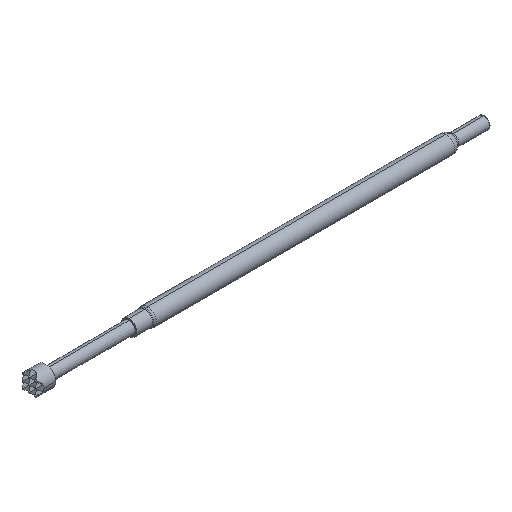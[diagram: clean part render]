
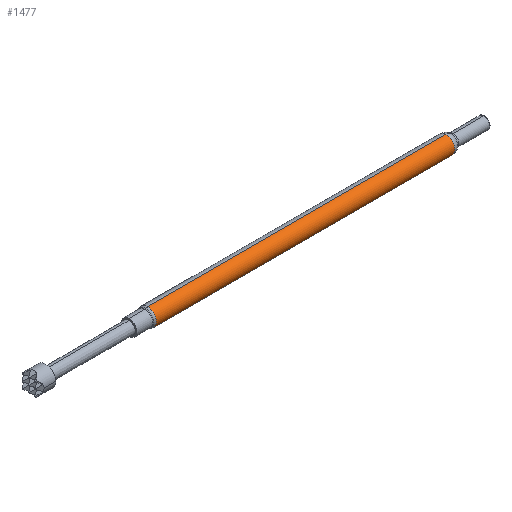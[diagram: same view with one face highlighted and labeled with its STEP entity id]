
A CAD part, isometric view. The second image highlights one B-rep face of the part: STEP entity #1477.
In plain terms, the highlighted cylindrical face has radius 0.683 mm (diameter 1.367 mm), a partial arc.
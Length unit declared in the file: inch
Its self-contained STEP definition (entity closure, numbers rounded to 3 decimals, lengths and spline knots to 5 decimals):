
#113 = DIRECTION ( 'NONE',  ( -1., 0., 0. ) ) ;
#154 = ORIENTED_EDGE ( 'NONE', *, *, #1812, .F. ) ;
#204 = DIRECTION ( 'NONE',  ( 0., 0., -1. ) ) ;
#283 = LINE ( 'NONE', #619, #2044 ) ;
#291 = EDGE_CURVE ( 'NONE', #665, #1789, #1054, .T. ) ;
#380 = CARTESIAN_POINT ( 'NONE',  ( 0.98, 0., -0.0269 ) ) ;
#384 = EDGE_CURVE ( 'NONE', #1188, #2820, #3510, .T. ) ;
#389 = CARTESIAN_POINT ( 'NONE',  ( 0., 0., 0.0269 ) ) ;
#404 = DIRECTION ( 'NONE',  ( 0., 0., 1. ) ) ;
#416 = VECTOR ( 'NONE', #113, 39.37008 ) ;
#527 = DIRECTION ( 'NONE',  ( 0., 0., 1. ) ) ;
#551 = DIRECTION ( 'NONE',  ( -1., 0., 0. ) ) ;
#619 = CARTESIAN_POINT ( 'NONE',  ( 0., 0., -0.0269 ) ) ;
#665 = VERTEX_POINT ( 'NONE', #1247 ) ;
#891 = AXIS2_PLACEMENT_3D ( 'NONE', #1776, #2375, #404 ) ;
#1054 = CIRCLE ( 'NONE', #1179, 0.0269 ) ;
#1110 = CARTESIAN_POINT ( 'NONE',  ( 0., 0., 0. ) ) ;
#1160 = LINE ( 'NONE', #389, #416 ) ;
#1179 = AXIS2_PLACEMENT_3D ( 'NONE', #3467, #1846, #204 ) ;
#1188 = VERTEX_POINT ( 'NONE', #380 ) ;
#1247 = CARTESIAN_POINT ( 'NONE',  ( 0.05707, 0., 0.0269 ) ) ;
#1477 = ADVANCED_FACE ( 'NONE', ( #1853 ), #1511, .T. ) ;
#1511 = CYLINDRICAL_SURFACE ( 'NONE', #2189, 0.0269 ) ;
#1539 = EDGE_LOOP ( 'NONE', ( #154, #3007, #2389, #2135 ) ) ;
#1776 = CARTESIAN_POINT ( 'NONE',  ( 0.98, 0., 0. ) ) ;
#1789 = VERTEX_POINT ( 'NONE', #1960 ) ;
#1812 = EDGE_CURVE ( 'NONE', #1188, #1789, #283, .T. ) ;
#1846 = DIRECTION ( 'NONE',  ( 1., 0., 0. ) ) ;
#1853 = FACE_OUTER_BOUND ( 'NONE', #1539, .T. ) ;
#1960 = CARTESIAN_POINT ( 'NONE',  ( 0.05707, 0., -0.0269 ) ) ;
#2044 = VECTOR ( 'NONE', #3273, 39.37008 ) ;
#2135 = ORIENTED_EDGE ( 'NONE', *, *, #291, .T. ) ;
#2189 = AXIS2_PLACEMENT_3D ( 'NONE', #1110, #551, #527 ) ;
#2375 = DIRECTION ( 'NONE',  ( -1., 0., 0. ) ) ;
#2389 = ORIENTED_EDGE ( 'NONE', *, *, #3247, .T. ) ;
#2820 = VERTEX_POINT ( 'NONE', #3266 ) ;
#3007 = ORIENTED_EDGE ( 'NONE', *, *, #384, .T. ) ;
#3247 = EDGE_CURVE ( 'NONE', #2820, #665, #1160, .T. ) ;
#3266 = CARTESIAN_POINT ( 'NONE',  ( 0.98, 0., 0.0269 ) ) ;
#3273 = DIRECTION ( 'NONE',  ( -1., 0., 0. ) ) ;
#3467 = CARTESIAN_POINT ( 'NONE',  ( 0.05707, 0., 0. ) ) ;
#3510 = CIRCLE ( 'NONE', #891, 0.0269 ) ;
